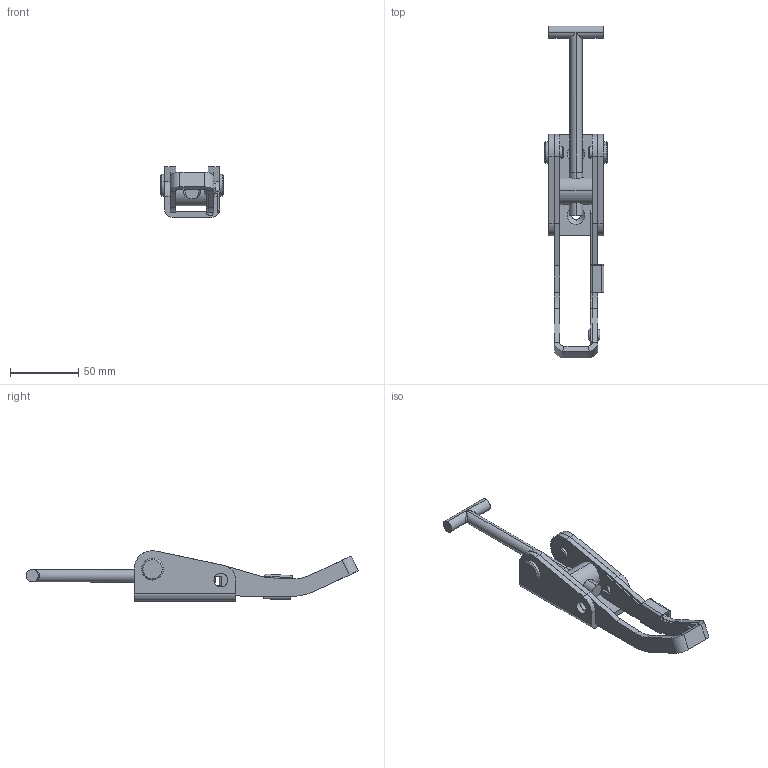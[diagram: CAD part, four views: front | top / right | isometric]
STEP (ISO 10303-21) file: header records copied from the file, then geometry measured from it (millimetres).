
FILE_DESCRIPTION (( 'STEP AP214' ), '1' );
FILE_NAME ('52135 - Exc-lås 804 TLC Slim T-skr Ø9.STEP', '2016-09-01T08:17:25', ( '' ), ( '' ), 'SwSTEP 2.0', 'SolidWorks 2015', '' );
FILE_SCHEMA (( 'AUTOMOTIVE_DESIGN' ));
Length unit declared in the file: millimetre
Products named in the file (16): 72093 - T-skruv 804 Slim; 62080 - Rulle 804 Slim; 74132 - S鄢erhetssp酺r 804 Slim; 62035 - Ansatsnit 10,9x5,7x8,5x8,0 FZB(804); 72139 - Bygel 804 Slim; 72297 - Platta 804 Slim; 62030 - Nit  St嶚 KN 5x10 GL 804; 52135 - Exc-lås 804 TLC Slim T-skr Ø9
Assembly tree (8 placements, depth 2):
  62030 - Nit  St嶚 KN 5x10 GL 804
  72093 - T-skruv 804 Slim
  62080 - Rulle 804 Slim
  74132 - S鄢erhetssp酺r 804 Slim
  62035 - Ansatsnit 10,9x5,7x8,5x8,0 FZB(804)
Bounding box: 46 x 243.13 x 36.99 mm (x, y, z)
Volume: 71465.4 mm3; surface area: 43926.2 mm2
Topology: 8 solids, 8 shells, 208 faces, 503 edges, 316 vertices
Faces by surface type: cylinder 92, plane 88, cone 22, torus 4, bspline 2
Entity records: 6491 total; most frequent: CARTESIAN_POINT 1301, DIRECTION 1067, ORIENTED_EDGE 946, EDGE_CURVE 473, AXIS2_PLACEMENT_3D 398, VERTEX_POINT 300, LINE 271, VECTOR 271
